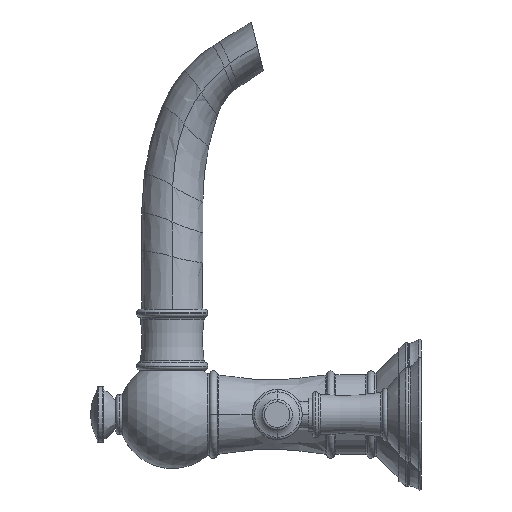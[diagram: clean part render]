
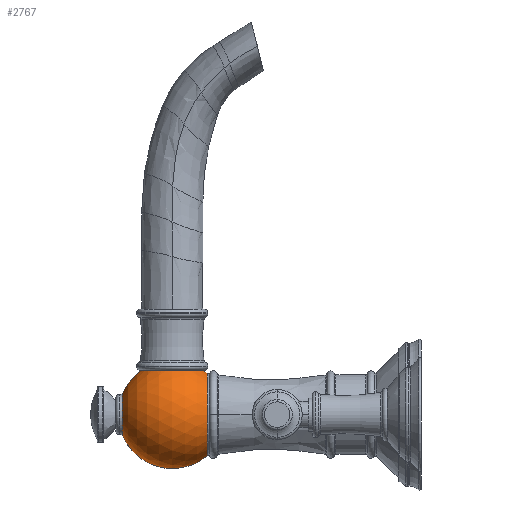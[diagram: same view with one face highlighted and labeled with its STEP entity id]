
A CAD part, left-side view. The second image highlights one B-rep face of the part: STEP entity #2767.
In plain terms, the highlighted spherical face has radius 26.924 mm.
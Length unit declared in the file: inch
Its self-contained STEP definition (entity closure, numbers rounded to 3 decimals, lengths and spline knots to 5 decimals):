
#540=CARTESIAN_POINT('',(0.,4.89085,0.87));
#541=DIRECTION('',(0.,0.,-1.));
#542=DIRECTION('',(0.,-1.,0.));
#543=AXIS2_PLACEMENT_3D('',#540,#541,#542);
#545=CARTESIAN_POINT('',(0.,4.89085,0.));
#546=DIRECTION('',(-1.,0.,0.));
#547=DIRECTION('',(0.,-0.649,0.76));
#548=AXIS2_PLACEMENT_3D('',#545,#546,#547);
#550=CARTESIAN_POINT('',(0.,4.89085,0.));
#551=DIRECTION('',(1.,0.,0.));
#552=DIRECTION('',(0.,-0.649,-0.76));
#553=AXIS2_PLACEMENT_3D('',#550,#551,#552);
#555=CARTESIAN_POINT('',(0.,5.8745,0.));
#556=DIRECTION('',(0.,-1.,0.));
#557=DIRECTION('',(0.,0.,1.));
#558=AXIS2_PLACEMENT_3D('',#555,#556,#557);
#560=CARTESIAN_POINT('',(0.,4.89085,0.));
#561=DIRECTION('',(-1.,0.,0.));
#562=DIRECTION('',(0.,0.571,0.821));
#563=AXIS2_PLACEMENT_3D('',#560,#561,#562);
#565=CARTESIAN_POINT('',(0.,4.20251,0.));
#566=DIRECTION('',(0.,1.,0.));
#567=DIRECTION('',(0.,0.,-1.));
#568=AXIS2_PLACEMENT_3D('',#565,#566,#567);
#1539=CARTESIAN_POINT('',(0.,5.8745,-0.395));
#1540=CARTESIAN_POINT('',(0.,5.8745,0.395));
#1541=VERTEX_POINT('',#1539);
#1542=VERTEX_POINT('',#1540);
#1553=CARTESIAN_POINT('',(0.,4.20251,0.8061));
#1555=VERTEX_POINT('',#1553);
#1557=CARTESIAN_POINT('',(0.,4.20251,-0.8061));
#1558=VERTEX_POINT('',#1557);
#1619=CARTESIAN_POINT('',(0.,5.49641,0.87));
#1620=CARTESIAN_POINT('',(0.,4.28529,0.87));
#1621=VERTEX_POINT('',#1619);
#1622=VERTEX_POINT('',#1620);
#2752=CARTESIAN_POINT('',(0.,4.89085,0.));
#2753=DIRECTION('',(0.,-1.,0.));
#2754=DIRECTION('',(0.,0.,1.));
#2755=AXIS2_PLACEMENT_3D('',#2752,#2753,#2754);
#2756=SPHERICAL_SURFACE('',#2755,1.06);
#2757=ORIENTED_EDGE('',*,*,#2726,.F.);
#2758=ORIENTED_EDGE('',*,*,#2747,.F.);
#2760=ORIENTED_EDGE('',*,*,#2759,.F.);
#2761=ORIENTED_EDGE('',*,*,#2741,.T.);
#2763=ORIENTED_EDGE('',*,*,#2762,.F.);
#2764=ORIENTED_EDGE('',*,*,#2737,.F.);
#2765=EDGE_LOOP('',(#2757,#2758,#2760,#2761,#2763,#2764));
#2766=FACE_OUTER_BOUND('',#2765,.F.);
#2767=ADVANCED_FACE('',(#2766),#2756,.T.);
#544=CIRCLE('',#543,0.60556);
#549=CIRCLE('',#548,1.06);
#554=CIRCLE('',#553,1.06);
#559=CIRCLE('',#558,0.395);
#564=CIRCLE('',#563,1.06);
#569=CIRCLE('',#568,0.8061);
#2726=EDGE_CURVE('',#1622,#1621,#544,.T.);
#2737=EDGE_CURVE('',#1621,#1542,#564,.T.);
#2741=EDGE_CURVE('',#1558,#1541,#554,.T.);
#2747=EDGE_CURVE('',#1555,#1622,#549,.T.);
#2759=EDGE_CURVE('',#1558,#1555,#569,.T.);
#2762=EDGE_CURVE('',#1542,#1541,#559,.T.);
